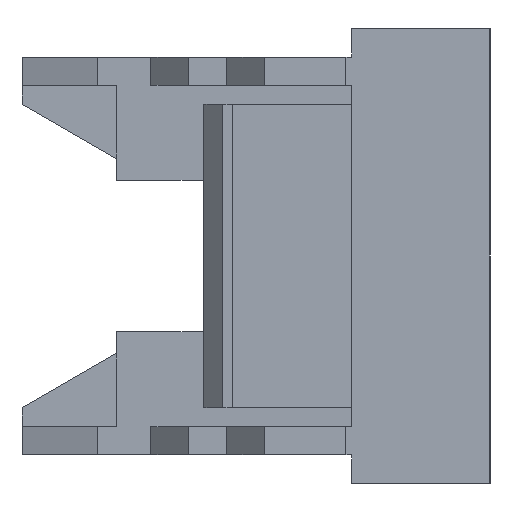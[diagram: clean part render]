
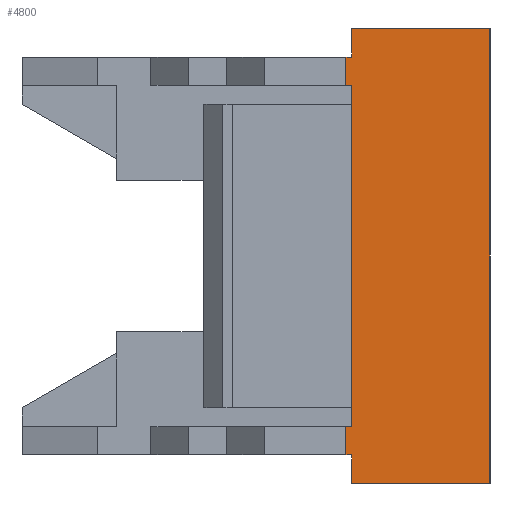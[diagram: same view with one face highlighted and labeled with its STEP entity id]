
A CAD part, left-side view. The second image highlights one B-rep face of the part: STEP entity #4800.
In plain terms, the highlighted planar face has unit normal (-1, 0, 0).
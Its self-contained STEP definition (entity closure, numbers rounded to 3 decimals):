
#428=ORIENTED_EDGE('',*,*,#1401,.T.);
#429=ORIENTED_EDGE('',*,*,#1403,.T.);
#430=ORIENTED_EDGE('',*,*,#1404,.F.);
#431=ORIENTED_EDGE('',*,*,#1398,.T.);
#432=ORIENTED_EDGE('',*,*,#1405,.F.);
#433=ORIENTED_EDGE('',*,*,#1357,.F.);
#434=ORIENTED_EDGE('',*,*,#1406,.F.);
#435=ORIENTED_EDGE('',*,*,#1407,.F.);
#436=ORIENTED_EDGE('',*,*,#1270,.T.);
#437=ORIENTED_EDGE('',*,*,#1408,.T.);
#438=ORIENTED_EDGE('',*,*,#1201,.F.);
#439=ORIENTED_EDGE('',*,*,#1409,.F.);
#1201=EDGE_CURVE('',#1715,#1716,#2059,.T.);
#1270=EDGE_CURVE('',#1765,#1764,#2128,.T.);
#1357=EDGE_CURVE('',#1822,#1823,#2215,.T.);
#1398=EDGE_CURVE('',#1842,#1861,#2246,.T.);
#1401=EDGE_CURVE('',#1865,#1864,#2249,.T.);
#1403=EDGE_CURVE('',#1864,#1866,#2251,.T.);
#1404=EDGE_CURVE('',#1842,#1866,#2252,.T.);
#1405=EDGE_CURVE('',#1823,#1861,#2253,.T.);
#1406=EDGE_CURVE('',#1867,#1822,#2254,.T.);
#1407=EDGE_CURVE('',#1765,#1867,#2255,.T.);
#1408=EDGE_CURVE('',#1764,#1716,#2256,.T.);
#1409=EDGE_CURVE('',#1865,#1715,#2257,.T.);
#1715=VERTEX_POINT('',#6237);
#1716=VERTEX_POINT('',#6239);
#1764=VERTEX_POINT('',#6372);
#1765=VERTEX_POINT('',#6374);
#1822=VERTEX_POINT('',#6545);
#1823=VERTEX_POINT('',#6547);
#1842=VERTEX_POINT('',#6587);
#1861=VERTEX_POINT('',#6626);
#1864=VERTEX_POINT('',#6633);
#1865=VERTEX_POINT('',#6635);
#1866=VERTEX_POINT('',#6639);
#1867=VERTEX_POINT('',#6643);
#2059=LINE('',#6238,#2549);
#2128=LINE('',#6373,#2618);
#2215=LINE('',#6546,#2705);
#2246=LINE('',#6627,#2736);
#2249=LINE('',#6634,#2739);
#2251=LINE('',#6638,#2741);
#2252=LINE('',#6640,#2742);
#2253=LINE('',#6641,#2743);
#2254=LINE('',#6642,#2744);
#2255=LINE('',#6644,#2745);
#2256=LINE('',#6645,#2746);
#2257=LINE('',#6646,#2747);
#2549=VECTOR('',#5260,1000.);
#2618=VECTOR('',#5363,1000.);
#2705=VECTOR('',#5506,1000.);
#2736=VECTOR('',#5559,1000.);
#2739=VECTOR('',#5564,1000.);
#2741=VECTOR('',#5568,1000.);
#2742=VECTOR('',#5569,1000.);
#2743=VECTOR('',#5570,1000.);
#2744=VECTOR('',#5571,1000.);
#2745=VECTOR('',#5572,1000.);
#2746=VECTOR('',#5573,1000.);
#2747=VECTOR('',#5574,1000.);
#3015=EDGE_LOOP('',(#428,#429,#430,#431,#432,#433,#434,#435,#436,#437,#438,
#439));
#3205=FACE_BOUND('',#3015,.T.);
#3390=PLANE('',#5003);
#4800=ADVANCED_FACE('',(#3205),#3390,.F.);
#5003=AXIS2_PLACEMENT_3D('',#6637,#5566,#5567);
#5260=DIRECTION('',(0.,0.,1.));
#5363=DIRECTION('',(0.,0.,-1.));
#5506=DIRECTION('',(0.,-1.,0.));
#5559=DIRECTION('',(0.,-1.,0.));
#5564=DIRECTION('',(0.,0.,-1.));
#5566=DIRECTION('',(1.,0.,0.));
#5567=DIRECTION('',(0.,0.,-1.));
#5568=DIRECTION('',(0.,-1.,0.));
#5569=DIRECTION('',(0.,0.,1.));
#5570=DIRECTION('',(0.,0.,-1.));
#5571=DIRECTION('',(0.,0.,1.));
#5572=DIRECTION('',(0.,-1.,0.));
#5573=DIRECTION('',(0.,-1.,0.));
#5574=DIRECTION('',(0.,-1.,0.));
#6237=CARTESIAN_POINT('',(0.,7.3,-9.));
#6238=CARTESIAN_POINT('',(0.,7.3,12.));
#6239=CARTESIAN_POINT('',(0.,7.3,9.));
#6372=CARTESIAN_POINT('',(0.,7.6,9.));
#6373=CARTESIAN_POINT('',(0.,7.6,12.));
#6374=CARTESIAN_POINT('',(0.,7.6,10.5));
#6545=CARTESIAN_POINT('',(0.,7.3,12.));
#6546=CARTESIAN_POINT('',(0.,7.6,12.));
#6547=CARTESIAN_POINT('',(0.,0.,12.));
#6587=CARTESIAN_POINT('',(0.,7.3,-12.));
#6626=CARTESIAN_POINT('',(0.,0.,-12.));
#6627=CARTESIAN_POINT('',(0.,7.6,-12.));
#6633=CARTESIAN_POINT('',(0.,7.6,-10.5));
#6634=CARTESIAN_POINT('',(0.,7.6,12.));
#6635=CARTESIAN_POINT('',(0.,7.6,-9.));
#6637=CARTESIAN_POINT('',(0.,7.6,12.));
#6638=CARTESIAN_POINT('',(0.,27.3,-10.5));
#6639=CARTESIAN_POINT('',(0.,7.3,-10.5));
#6640=CARTESIAN_POINT('',(0.,7.3,12.));
#6641=CARTESIAN_POINT('',(0.,0.,12.));
#6642=CARTESIAN_POINT('',(0.,7.3,12.));
#6643=CARTESIAN_POINT('',(0.,7.3,10.5));
#6644=CARTESIAN_POINT('',(0.,27.3,10.5));
#6645=CARTESIAN_POINT('',(0.,27.3,9.));
#6646=CARTESIAN_POINT('',(0.,27.3,-9.));
